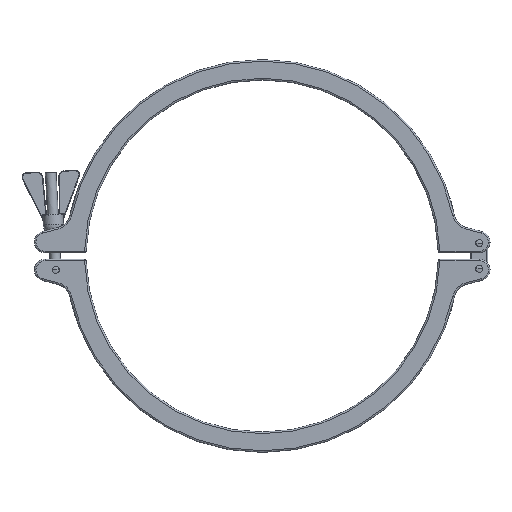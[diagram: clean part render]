
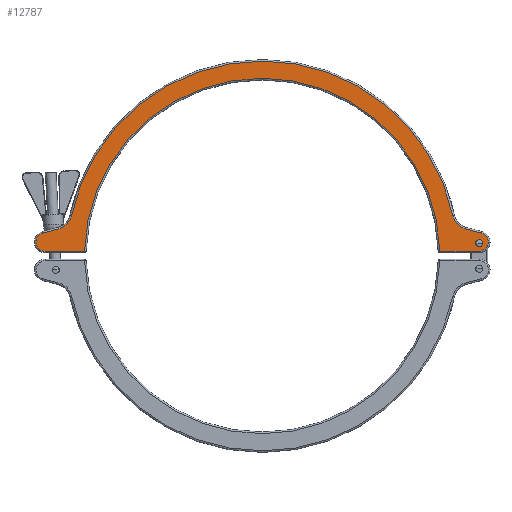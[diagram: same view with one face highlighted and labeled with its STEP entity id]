
A CAD part, top view. The second image highlights one B-rep face of the part: STEP entity #12787.
In plain terms, the highlighted planar face has unit normal (0, 0, 1).
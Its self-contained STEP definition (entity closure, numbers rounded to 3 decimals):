
#24 = DIRECTION ( 'NONE',  ( 0., 0., 1. ) ) ;
#154 = CIRCLE ( 'NONE', #3596, 165.75 ) ;
#233 = DIRECTION ( 'NONE',  ( 1., 0., 0. ) ) ;
#426 = CARTESIAN_POINT ( 'NONE',  ( 193.926, 41.179, 12. ) ) ;
#871 = DIRECTION ( 'NONE',  ( 1., 0., 0. ) ) ;
#1101 = DIRECTION ( 'NONE',  ( 1., 0., 0. ) ) ;
#1179 = VERTEX_POINT ( 'NONE', #12754 ) ;
#1186 = ORIENTED_EDGE ( 'NONE', *, *, #1810, .T. ) ;
#1233 = VERTEX_POINT ( 'NONE', #5707 ) ;
#1416 = AXIS2_PLACEMENT_3D ( 'NONE', #7094, #6007, #1101 ) ;
#1440 = AXIS2_PLACEMENT_3D ( 'NONE', #4326, #8721, #871 ) ;
#1475 = ORIENTED_EDGE ( 'NONE', *, *, #4141, .T. ) ;
#1643 = CARTESIAN_POINT ( 'NONE',  ( 202.5, 13., 12. ) ) ;
#1659 = DIRECTION ( 'NONE',  ( 1., 0., 0. ) ) ;
#1810 = EDGE_CURVE ( 'NONE', #5089, #1233, #9550, .T. ) ;
#1849 = CARTESIAN_POINT ( 'NONE',  ( -177.786, 37.752, 12. ) ) ;
#1921 = DIRECTION ( 'NONE',  ( -0.966, -0.259, 0. ) ) ;
#1960 = VERTEX_POINT ( 'NONE', #2840 ) ;
#2105 = CARTESIAN_POINT ( 'NONE',  ( -193.926, 41.179, 12. ) ) ;
#2319 = PLANE ( 'NONE',  #8013 ) ;
#2536 = CARTESIAN_POINT ( 'NONE',  ( -164.223, 4.5, 12. ) ) ;
#2833 = VECTOR ( 'NONE', #2947, 1000. ) ;
#2840 = CARTESIAN_POINT ( 'NONE',  ( 177.786, 37.752, 12. ) ) ;
#2947 = DIRECTION ( 'NONE',  ( -0.966, 0.259, 0. ) ) ;
#3063 = CARTESIAN_POINT ( 'NONE',  ( -204.7, 21.21, 12. ) ) ;
#3165 = VERTEX_POINT ( 'NONE', #12847 ) ;
#3272 = VERTEX_POINT ( 'NONE', #8658 ) ;
#3342 = AXIS2_PLACEMENT_3D ( 'NONE', #12417, #6452, #13519 ) ;
#3465 = CARTESIAN_POINT ( 'NONE',  ( -204.7, 21.21, 12. ) ) ;
#3596 = AXIS2_PLACEMENT_3D ( 'NONE', #12667, #14836, #13903 ) ;
#3790 = ORIENTED_EDGE ( 'NONE', *, *, #13656, .T. ) ;
#3822 = VERTEX_POINT ( 'NONE', #8122 ) ;
#3913 = DIRECTION ( 'NONE',  ( 1., 0., 0. ) ) ;
#4124 = EDGE_CURVE ( 'NONE', #9244, #13257, #10008, .T. ) ;
#4141 = EDGE_CURVE ( 'NONE', #4323, #5089, #8274, .T. ) ;
#4323 = VERTEX_POINT ( 'NONE', #3465 ) ;
#4326 = CARTESIAN_POINT ( 'NONE',  ( 0., 0., 12. ) ) ;
#4416 = CARTESIAN_POINT ( 'NONE',  ( 189.656, 25.241, 12. ) ) ;
#4422 = ORIENTED_EDGE ( 'NONE', *, *, #10294, .T. ) ;
#4487 = FACE_BOUND ( 'NONE', #7666, .T. ) ;
#4566 = CARTESIAN_POINT ( 'NONE',  ( 211., 13., 12. ) ) ;
#4601 = CARTESIAN_POINT ( 'NONE',  ( 202.5, 4.5, 12. ) ) ;
#4675 = CARTESIAN_POINT ( 'NONE',  ( 205.8, 12., 12. ) ) ;
#4713 = ORIENTED_EDGE ( 'NONE', *, *, #14791, .F. ) ;
#4835 = CARTESIAN_POINT ( 'NONE',  ( 199.2, 12., 12. ) ) ;
#5089 = VERTEX_POINT ( 'NONE', #8477 ) ;
#5170 = ORIENTED_EDGE ( 'NONE', *, *, #11525, .T. ) ;
#5295 = EDGE_LOOP ( 'NONE', ( #1186, #9707, #14752, #10539, #5170, #5335, #3790, #11254, #14760, #4422, #1475 ) ) ;
#5335 = ORIENTED_EDGE ( 'NONE', *, *, #12711, .T. ) ;
#5537 = CARTESIAN_POINT ( 'NONE',  ( 202.5, 12., 12. ) ) ;
#5707 = CARTESIAN_POINT ( 'NONE',  ( -165.689, 4.5, 12. ) ) ;
#5898 = EDGE_CURVE ( 'NONE', #1960, #15200, #8800, .T. ) ;
#6007 = DIRECTION ( 'NONE',  ( 0., 0., 1. ) ) ;
#6345 = EDGE_CURVE ( 'NONE', #1179, #3272, #7745, .T. ) ;
#6452 = DIRECTION ( 'NONE',  ( 0., 0., 1. ) ) ;
#6885 = VERTEX_POINT ( 'NONE', #10209 ) ;
#7094 = CARTESIAN_POINT ( 'NONE',  ( 202.5, 12., 12. ) ) ;
#7666 = EDGE_LOOP ( 'NONE', ( #4713, #7865 ) ) ;
#7745 = LINE ( 'NONE', #4601, #9798 ) ;
#7850 = LINE ( 'NONE', #3063, #12444 ) ;
#7865 = ORIENTED_EDGE ( 'NONE', *, *, #4124, .F. ) ;
#8013 = AXIS2_PLACEMENT_3D ( 'NONE', #11814, #24, #13900 ) ;
#8046 = CIRCLE ( 'NONE', #1416, 3.3 ) ;
#8122 = CARTESIAN_POINT ( 'NONE',  ( 204.7, 21.21, 12. ) ) ;
#8177 = FACE_OUTER_BOUND ( 'NONE', #5295, .T. ) ;
#8274 = CIRCLE ( 'NONE', #3342, 8.5 ) ;
#8477 = CARTESIAN_POINT ( 'NONE',  ( -202.5, 4.5, 12. ) ) ;
#8658 = CARTESIAN_POINT ( 'NONE',  ( 202.5, 4.5, 12. ) ) ;
#8721 = DIRECTION ( 'NONE',  ( 0., 0., 1. ) ) ;
#8800 = CIRCLE ( 'NONE', #1440, 181.75 ) ;
#9244 = VERTEX_POINT ( 'NONE', #4675 ) ;
#9251 = AXIS2_PLACEMENT_3D ( 'NONE', #5537, #13661, #10254 ) ;
#9550 = LINE ( 'NONE', #2536, #11158 ) ;
#9659 = DIRECTION ( 'NONE',  ( 0., 0., -1. ) ) ;
#9707 = ORIENTED_EDGE ( 'NONE', *, *, #13711, .T. ) ;
#9742 = CIRCLE ( 'NONE', #14201, 16.5 ) ;
#9798 = VECTOR ( 'NONE', #12622, 1000. ) ;
#9881 = DIRECTION ( 'NONE',  ( 1., 0., 0. ) ) ;
#10008 = CIRCLE ( 'NONE', #9251, 3.3 ) ;
#10092 = DIRECTION ( 'NONE',  ( 0., 0., 1. ) ) ;
#10209 = CARTESIAN_POINT ( 'NONE',  ( -189.656, 25.241, 12. ) ) ;
#10254 = DIRECTION ( 'NONE',  ( 1., 0., 0. ) ) ;
#10294 = EDGE_CURVE ( 'NONE', #6885, #4323, #7850, .T. ) ;
#10343 = EDGE_CURVE ( 'NONE', #15200, #6885, #12181, .T. ) ;
#10469 = AXIS2_PLACEMENT_3D ( 'NONE', #2105, #15146, #10808 ) ;
#10539 = ORIENTED_EDGE ( 'NONE', *, *, #14916, .T. ) ;
#10808 = DIRECTION ( 'NONE',  ( 1., 0., 0. ) ) ;
#11048 = DIRECTION ( 'NONE',  ( 0., 0., 1. ) ) ;
#11158 = VECTOR ( 'NONE', #233, 1000. ) ;
#11254 = ORIENTED_EDGE ( 'NONE', *, *, #5898, .T. ) ;
#11327 = CARTESIAN_POINT ( 'NONE',  ( 202.5, 13., 12. ) ) ;
#11525 = EDGE_CURVE ( 'NONE', #12835, #3822, #13657, .T. ) ;
#11814 = CARTESIAN_POINT ( 'NONE',  ( 0., 0., 12. ) ) ;
#12181 = CIRCLE ( 'NONE', #10469, 16.5 ) ;
#12255 = AXIS2_PLACEMENT_3D ( 'NONE', #1643, #11048, #9881 ) ;
#12417 = CARTESIAN_POINT ( 'NONE',  ( -202.5, 13., 12. ) ) ;
#12444 = VECTOR ( 'NONE', #1921, 1000. ) ;
#12622 = DIRECTION ( 'NONE',  ( 1., 0., 0. ) ) ;
#12667 = CARTESIAN_POINT ( 'NONE',  ( 0., 0., 12. ) ) ;
#12711 = EDGE_CURVE ( 'NONE', #3822, #3165, #14981, .T. ) ;
#12754 = CARTESIAN_POINT ( 'NONE',  ( 165.689, 4.5, 12. ) ) ;
#12787 = ADVANCED_FACE ( 'NONE', ( #8177, #4487 ), #2319, .T. ) ;
#12835 = VERTEX_POINT ( 'NONE', #4566 ) ;
#12847 = CARTESIAN_POINT ( 'NONE',  ( 189.656, 25.241, 12. ) ) ;
#13153 = AXIS2_PLACEMENT_3D ( 'NONE', #11327, #10092, #3913 ) ;
#13257 = VERTEX_POINT ( 'NONE', #4835 ) ;
#13519 = DIRECTION ( 'NONE',  ( 1., 0., 0. ) ) ;
#13656 = EDGE_CURVE ( 'NONE', #3165, #1960, #9742, .T. ) ;
#13657 = CIRCLE ( 'NONE', #13153, 8.5 ) ;
#13661 = DIRECTION ( 'NONE',  ( 0., 0., 1. ) ) ;
#13711 = EDGE_CURVE ( 'NONE', #1233, #1179, #154, .T. ) ;
#13900 = DIRECTION ( 'NONE',  ( 1., 0., 0. ) ) ;
#13903 = DIRECTION ( 'NONE',  ( 1., 0., 0. ) ) ;
#13990 = CIRCLE ( 'NONE', #12255, 8.5 ) ;
#14201 = AXIS2_PLACEMENT_3D ( 'NONE', #426, #9659, #1659 ) ;
#14752 = ORIENTED_EDGE ( 'NONE', *, *, #6345, .T. ) ;
#14760 = ORIENTED_EDGE ( 'NONE', *, *, #10343, .T. ) ;
#14791 = EDGE_CURVE ( 'NONE', #13257, #9244, #8046, .T. ) ;
#14836 = DIRECTION ( 'NONE',  ( 0., 0., -1. ) ) ;
#14916 = EDGE_CURVE ( 'NONE', #3272, #12835, #13990, .T. ) ;
#14981 = LINE ( 'NONE', #4416, #2833 ) ;
#15146 = DIRECTION ( 'NONE',  ( 0., 0., -1. ) ) ;
#15200 = VERTEX_POINT ( 'NONE', #1849 ) ;
